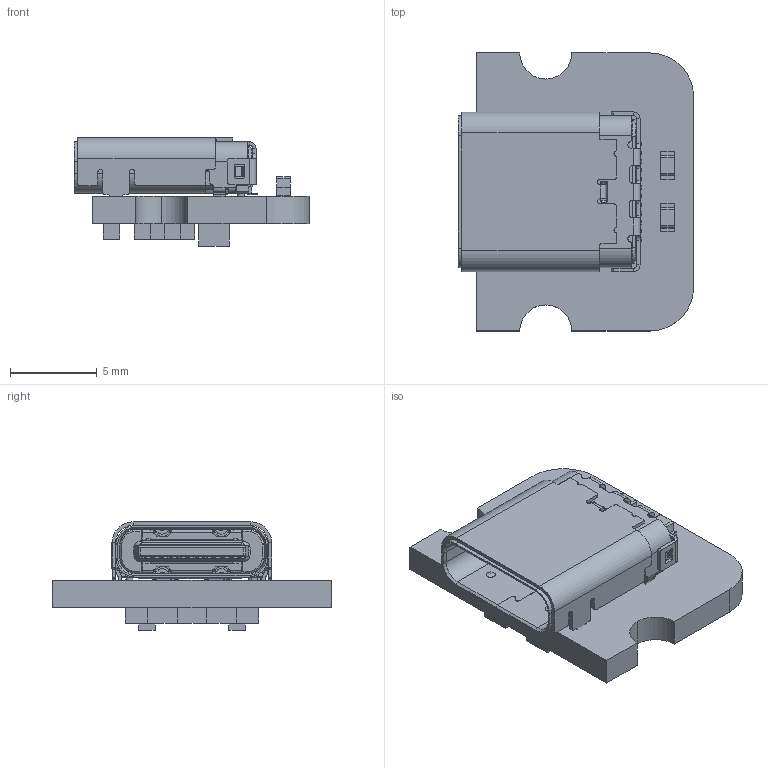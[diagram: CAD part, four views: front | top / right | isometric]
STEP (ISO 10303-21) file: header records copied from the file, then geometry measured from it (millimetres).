
FILE_DESCRIPTION(/* description */ (''),/* implementation_level */ '2;1');
FILE_NAME(/* name */ 'ant-usb-c-charger.step',/* time_stamp */ '2019-08-10T01:42:03+02:00',/* author */ (''),/* organization */ (''),/* preprocessor_version */ 'ST-DEVELOPER v18',/* originating_system */ 'Autodesk Translation Framework v8.2.0.1029',/* authorisation */ '');
FILE_SCHEMA (('AUTOMOTIVE_DESIGN { 1 0 10303 214 3 1 1 }'));
Products named in the file (24): usb-c-lipo-charger; Board; D1; D2; LED_0603_AP1608; R3; R2; R1; R6; R5; R4; 583264000; Extruded; J1; #146295; Open CASCADE STEP translator 6.8 1.10.1; Open CASCADE STEP translator 6.8 1.10.1 (1); IC1; 622265488; Extruded (1); C1; C2; 583264256; Extruded (2)
Assembly tree (30 placements, depth 4):
  usb-c-lipo-charger
    Board
    D1
      LED_0603_AP1608
    D2
      LED_0603_AP1608
    R3
      583264000
        Extruded
    R2
      583264000
        Extruded
    R1
      583264000
        Extruded
    R6
      583264000
        Extruded
    R5
      583264000
        Extruded
    R4
      583264000
        Extruded
    J1
      #146295
        Open CASCADE STEP translator 6.8 1.10.1
        Open CASCADE STEP translator 6.8 1.10.1 (1)
    IC1
      622265488
        Extruded (1)
    C1
      583264256
        Extruded (2)
    C2
      583264256
        Extruded (2)
Bounding box: 13.53 x 16 x 6.23 mm (x, y, z)
Volume: 482.8 mm3; surface area: 1825.1 mm2
Topology: 65 solids, 65 shells, 4594 faces, 12801 edges, 8250 vertices
Faces by surface type: plane 3416, cylinder 697, bspline 241, cone 159, torus 73, sphere 8
Full cylindrical faces by diameter (mm): 0.4 x3, 0.8 x2
Entity records: 146421 total; most frequent: CARTESIAN_POINT 32088, ORIENTED_EDGE 23754, DIRECTION 21876, EDGE_CURVE 11877, LINE 9494, VECTOR 9494, VERTEX_POINT 7638, AXIS2_PLACEMENT_3D 6191
